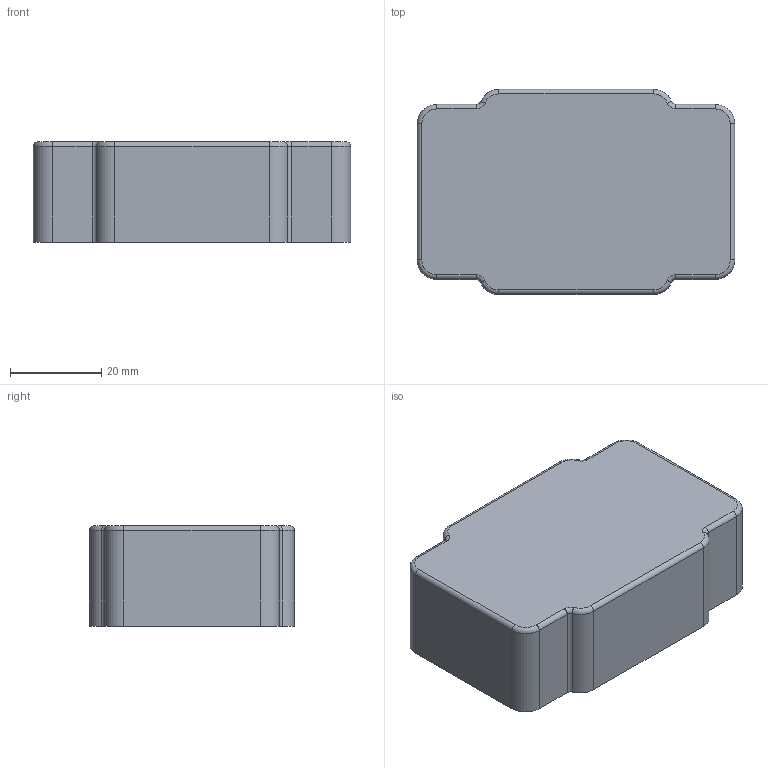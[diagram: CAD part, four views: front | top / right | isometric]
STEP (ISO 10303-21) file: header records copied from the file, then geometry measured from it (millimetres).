
FILE_DESCRIPTION(/* description */ (''),/* implementation_level */ '2;1');
FILE_NAME(/* name */ 'Emotibit_moule.step',/* time_stamp */ '2019-01-17T18:57:01-05:00',/* author */ ('pingouin000'),/* organization */ (''),/* preprocessor_version */ 'ST-DEVELOPER v17.2',/* originating_system */ 'Autodesk Translation Framework v7.6.0.251',/* authorisation */ '');
FILE_SCHEMA (('AUTOMOTIVE_DESIGN { 1 0 10303 214 3 1 1 }'));
Length unit declared in the file: millimetre
Products named in the file (1): Emotibit_negatif
Bounding box: 69.5 x 44.9 x 22 mm (x, y, z)
Volume: 15503.5 mm3; surface area: 13845.1 mm2
Topology: 1 solids, 1 shells, 83 faces, 200 edges, 112 vertices
Faces by surface type: cylinder 40, plane 19, torus 16, bspline 8
Entity records: 2763 total; most frequent: CARTESIAN_POINT 806, DIRECTION 432, ORIENTED_EDGE 384, EDGE_CURVE 192, AXIS2_PLACEMENT_3D 172, VERTEX_POINT 112, LINE 88, VECTOR 88
